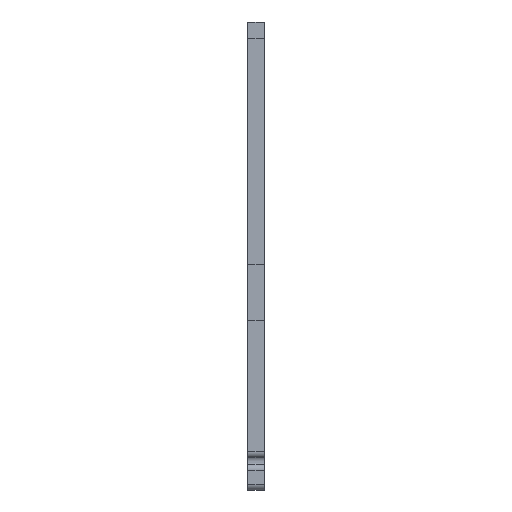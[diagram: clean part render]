
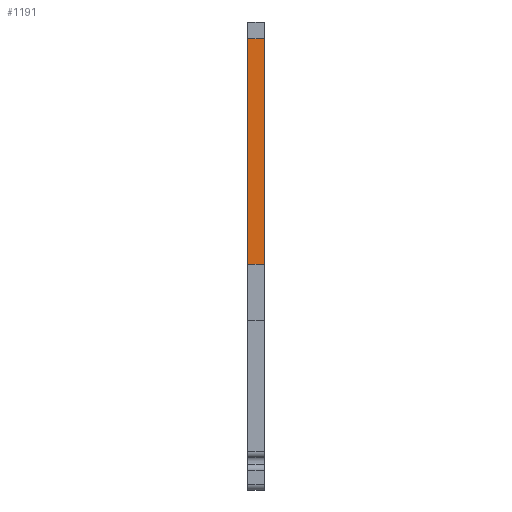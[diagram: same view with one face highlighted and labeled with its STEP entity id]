
A CAD part, top view. The second image highlights one B-rep face of the part: STEP entity #1191.
In plain terms, the highlighted planar face has unit normal (0, 0, 1).
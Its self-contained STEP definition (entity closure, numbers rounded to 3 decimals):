
#1135=CARTESIAN_POINT('',(3.0,15.,55.0));
#1136=VERTEX_POINT('',#1135);
#1143=CARTESIAN_POINT('',(0.0,15.,55.0));
#1144=VERTEX_POINT('',#1143);
#1145=CARTESIAN_POINT('',(0.0,15.,55.0));
#1146=DIRECTION('',(1.0,0.0,0.0));
#1147=VECTOR('',#1146,3.0);
#1148=LINE('',#1145,#1147);
#1149=EDGE_CURVE('',#1144,#1136,#1148,.T.);
#1161=CARTESIAN_POINT('',(0.0,15.,55.0));
#1162=DIRECTION('',(0.0,0.0,1.0));
#1163=DIRECTION('',(1.0,0.0,0.0));
#1164=AXIS2_PLACEMENT_3D('',#1161,#1162,#1163);
#1165=PLANE('',#1164);
#1166=CARTESIAN_POINT('',(3.0,55.,55.0));
#1167=VERTEX_POINT('',#1166);
#1168=CARTESIAN_POINT('',(3.0,15.,55.0));
#1169=DIRECTION('',(0.0,1.0,0.0));
#1170=VECTOR('',#1169,40.0);
#1171=LINE('',#1168,#1170);
#1172=EDGE_CURVE('',#1136,#1167,#1171,.T.);
#1173=ORIENTED_EDGE('',*,*,#1172,.T.);
#1174=CARTESIAN_POINT('',(0.0,55.,55.0));
#1175=VERTEX_POINT('',#1174);
#1176=CARTESIAN_POINT('',(0.0,55.,55.0));
#1177=DIRECTION('',(1.0,0.0,0.0));
#1178=VECTOR('',#1177,3.0);
#1179=LINE('',#1176,#1178);
#1180=EDGE_CURVE('',#1175,#1167,#1179,.T.);
#1181=ORIENTED_EDGE('',*,*,#1180,.F.);
#1182=CARTESIAN_POINT('',(0.0,15.,55.0));
#1183=DIRECTION('',(0.0,1.0,0.0));
#1184=VECTOR('',#1183,40.0);
#1185=LINE('',#1182,#1184);
#1186=EDGE_CURVE('',#1144,#1175,#1185,.T.);
#1187=ORIENTED_EDGE('',*,*,#1186,.F.);
#1188=ORIENTED_EDGE('',*,*,#1149,.T.);
#1189=EDGE_LOOP('',(#1173,#1181,#1187,#1188));
#1190=FACE_OUTER_BOUND('',#1189,.T.);
#1191=ADVANCED_FACE('',(#1190),#1165,.T.);
